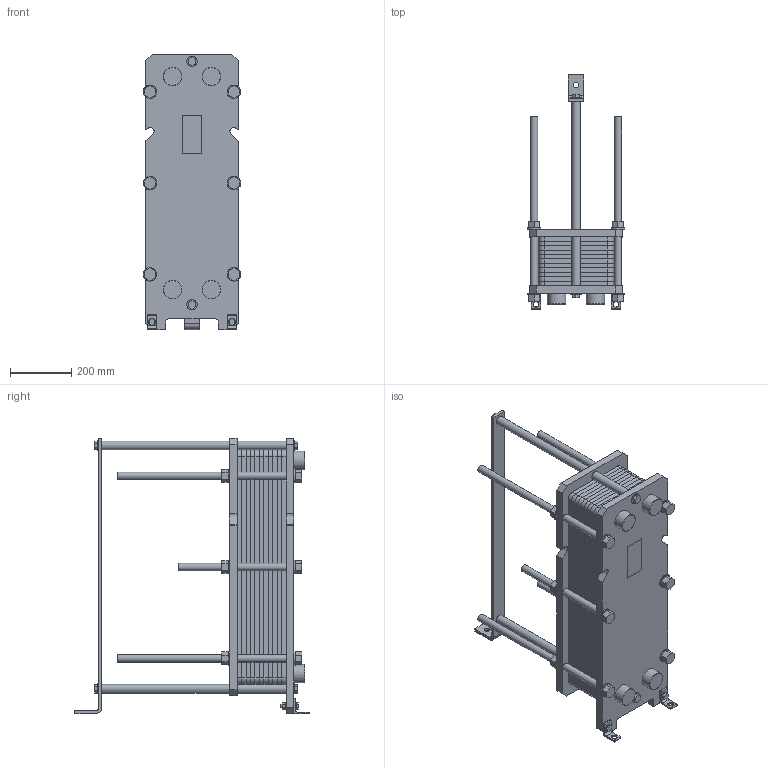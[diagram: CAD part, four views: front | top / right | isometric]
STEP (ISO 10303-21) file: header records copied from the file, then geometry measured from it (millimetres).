
FILE_DESCRIPTION(/* description */ (''),/* implementation_level */ '2;1');
FILE_NAME(/* name */ '3d_RLG-14-55-P16-8123500.stp',/* time_stamp */ '2020-07-27T08:31:18+02:00',/* author */ ('Andrzej'),/* organization */ (''),/* preprocessor_version */ 'ST-DEVELOPER v16.13',/* originating_system */ 'AutoCAD Mechanical',/* authorisation */ '');
FILE_SCHEMA (('AUTOMOTIVE_DESIGN { 1 0 10303 214 3 1 1 }'));
Length unit declared in the file: millimetre
Products named in the file (1): Product
Bounding box: 316.95 x 763 x 896 mm (x, y, z)
Volume: 45660262.3 mm3; surface area: 6098033.1 mm2
Topology: 13 solids, 13 shells, 428 faces, 1487 edges, 1568 vertices
Faces by surface type: plane 313, cylinder 111, cone 4
Full cylindrical faces by diameter (mm): 12 x2, 18 x3, 24 x16, 28 x4, 34 x4, 44 x12, 60.3 x4
Entity records: 15965 total; most frequent: CARTESIAN_POINT 3411, DIRECTION 2742, ORIENTED_EDGE 1972, EDGE_CURVE 986, LINE 968, VECTOR 968, AXIS2_PLACEMENT_3D 887, VERTEX_POINT 676
